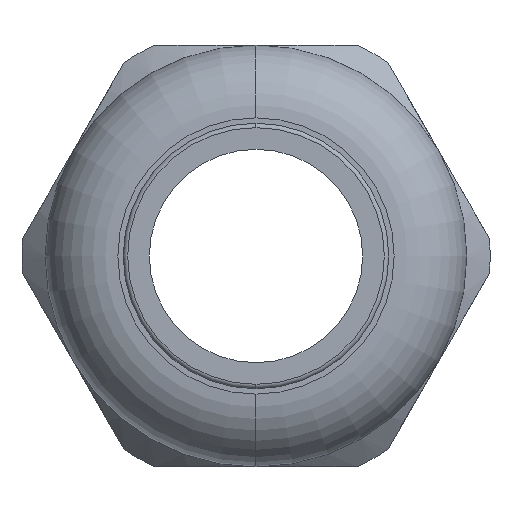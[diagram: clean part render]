
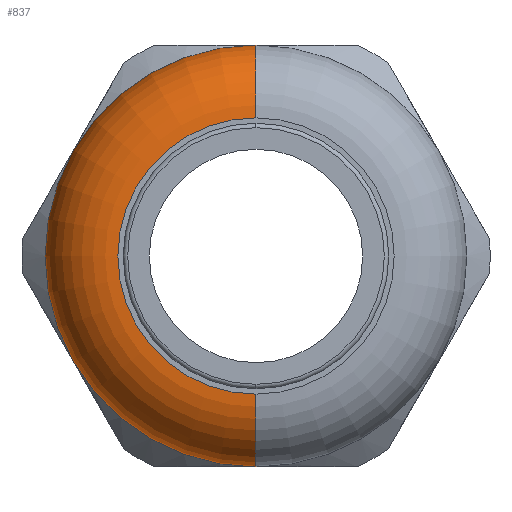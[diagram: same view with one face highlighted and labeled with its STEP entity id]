
A CAD part, left-side view. The second image highlights one B-rep face of the part: STEP entity #837.
In plain terms, the highlighted toroidal (fillet/blend) face has major radius 7.239 mm and minor radius 3.81 mm.
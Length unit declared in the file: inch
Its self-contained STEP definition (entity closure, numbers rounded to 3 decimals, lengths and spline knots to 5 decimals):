
#835 = EDGE_LOOP ( 'NONE', ( #846, #889, #884, #891 ) ) ;
#836 = EDGE_CURVE ( 'NONE', #841, #890, #2631, .T. ) ;
#837 = ADVANCED_FACE ( 'NONE', ( #2627 ), #2626, .T. ) ;
#840 = EDGE_CURVE ( 'NONE', #841, #842, #2678, .T. ) ;
#841 = VERTEX_POINT ( 'NONE', #2673 ) ;
#842 = VERTEX_POINT ( 'NONE', #2672 ) ;
#846 = ORIENTED_EDGE ( 'NONE', *, *, #840, .F. ) ;
#884 = ORIENTED_EDGE ( 'NONE', *, *, #885, .F. ) ;
#885 = EDGE_CURVE ( 'NONE', #886, #890, #2732, .T. ) ;
#886 = VERTEX_POINT ( 'NONE', #2728 ) ;
#889 = ORIENTED_EDGE ( 'NONE', *, *, #836, .T. ) ;
#890 = VERTEX_POINT ( 'NONE', #2722 ) ;
#891 = ORIENTED_EDGE ( 'NONE', *, *, #892, .F. ) ;
#892 = EDGE_CURVE ( 'NONE', #842, #886, #2721, .T. ) ;
#2622 = DIRECTION ( 'NONE',  ( 0., 0., 1. ) ) ;
#2623 = DIRECTION ( 'NONE',  ( -1., 0., 0. ) ) ;
#2624 = CARTESIAN_POINT ( 'NONE',  ( -1.14, 0., 0. ) ) ;
#2625 = AXIS2_PLACEMENT_3D ( 'NONE', #2624, #2623, #2622 ) ;
#2626 = TOROIDAL_SURFACE ( 'NONE', #2625, 0.285, 0.15 ) ;
#2627 = FACE_OUTER_BOUND ( 'NONE', #835, .T. ) ;
#2628 = DIRECTION ( 'NONE',  ( 0., 0., 1. ) ) ;
#2629 = DIRECTION ( 'NONE',  ( 0., 1., 0. ) ) ;
#2630 = AXIS2_PLACEMENT_3D ( 'NONE', #2637, #2629, #2628 ) ;
#2631 = CIRCLE ( 'NONE', #2630, 0.15 ) ;
#2637 = CARTESIAN_POINT ( 'NONE',  ( -1.14, 0., -0.285 ) ) ;
#2672 = CARTESIAN_POINT ( 'NONE',  ( -1.14, 0., 0.435 ) ) ;
#2673 = CARTESIAN_POINT ( 'NONE',  ( -1.14, 0., -0.435 ) ) ;
#2674 = DIRECTION ( 'NONE',  ( 0., 0., 1. ) ) ;
#2675 = DIRECTION ( 'NONE',  ( 1., 0., 0. ) ) ;
#2676 = CARTESIAN_POINT ( 'NONE',  ( -1.14, 0., 0. ) ) ;
#2677 = AXIS2_PLACEMENT_3D ( 'NONE', #2676, #2675, #2674 ) ;
#2678 = CIRCLE ( 'NONE', #2677, 0.435 ) ;
#2717 = DIRECTION ( 'NONE',  ( 0., 0., -1. ) ) ;
#2718 = DIRECTION ( 'NONE',  ( 0., -1., 0. ) ) ;
#2719 = CARTESIAN_POINT ( 'NONE',  ( -1.14, 0., 0.285 ) ) ;
#2720 = AXIS2_PLACEMENT_3D ( 'NONE', #2719, #2718, #2717 ) ;
#2721 = CIRCLE ( 'NONE', #2720, 0.15 ) ;
#2722 = CARTESIAN_POINT ( 'NONE',  ( -1.29, 0., -0.285 ) ) ;
#2728 = CARTESIAN_POINT ( 'NONE',  ( -1.29, 0., 0.285 ) ) ;
#2729 = DIRECTION ( 'NONE',  ( 0., 0., 1. ) ) ;
#2730 = DIRECTION ( 'NONE',  ( -1., 0., 0. ) ) ;
#2731 = AXIS2_PLACEMENT_3D ( 'NONE', #2738, #2730, #2729 ) ;
#2732 = CIRCLE ( 'NONE', #2731, 0.285 ) ;
#2738 = CARTESIAN_POINT ( 'NONE',  ( -1.29, 0., 0. ) ) ;
